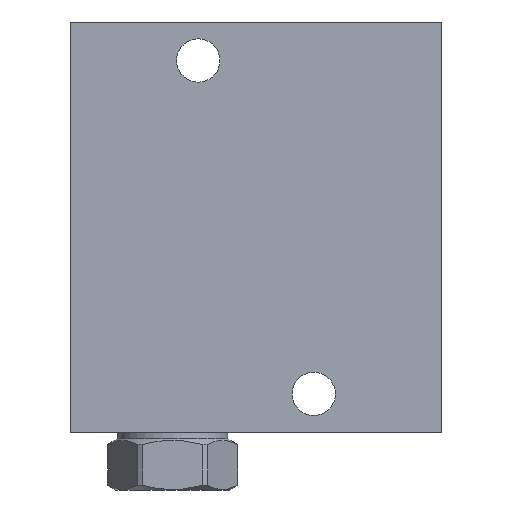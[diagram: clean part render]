
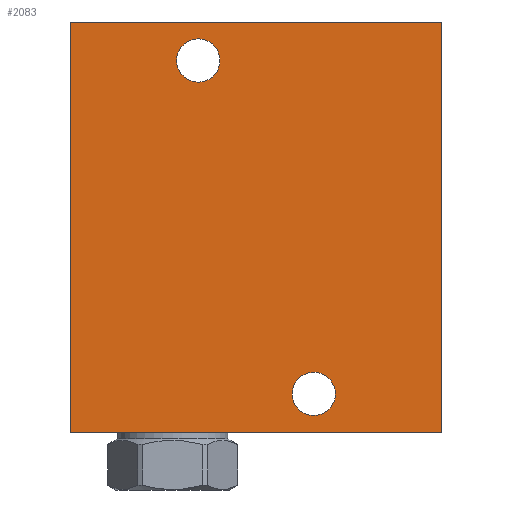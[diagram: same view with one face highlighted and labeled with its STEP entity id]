
A CAD part, front view. The second image highlights one B-rep face of the part: STEP entity #2083.
In plain terms, the highlighted planar face has unit normal (0, -1, 0).
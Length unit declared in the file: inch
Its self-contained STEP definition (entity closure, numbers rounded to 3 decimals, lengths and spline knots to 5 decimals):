
#5=DIRECTION('',(1.,0.,0.));
#6=VECTOR('',#5,3.625);
#7=CARTESIAN_POINT('',(0.,-1.5,0.));
#8=LINE('',#7,#6);
#75=DIRECTION('',(0.,0.,1.));
#76=VECTOR('',#75,4.);
#77=CARTESIAN_POINT('',(3.625,-1.5,0.));
#78=LINE('',#77,#76);
#99=DIRECTION('',(0.,0.,1.));
#100=VECTOR('',#99,4.);
#101=CARTESIAN_POINT('',(0.,-1.5,0.));
#102=LINE('',#101,#100);
#103=CARTESIAN_POINT('',(1.25,-1.5,3.625));
#104=DIRECTION('',(0.,-1.,0.));
#105=DIRECTION('',(-1.,0.,0.));
#106=AXIS2_PLACEMENT_3D('',#103,#104,#105);
#108=CARTESIAN_POINT('',(1.25,-1.5,3.625));
#109=DIRECTION('',(0.,-1.,0.));
#110=DIRECTION('',(1.,0.,0.));
#111=AXIS2_PLACEMENT_3D('',#108,#109,#110);
#113=CARTESIAN_POINT('',(2.375,-1.5,0.375));
#114=DIRECTION('',(0.,-1.,0.));
#115=DIRECTION('',(-1.,0.,0.));
#116=AXIS2_PLACEMENT_3D('',#113,#114,#115);
#118=CARTESIAN_POINT('',(2.375,-1.5,0.375));
#119=DIRECTION('',(0.,-1.,0.));
#120=DIRECTION('',(1.,0.,0.));
#121=AXIS2_PLACEMENT_3D('',#118,#119,#120);
#135=DIRECTION('',(1.,0.,0.));
#136=VECTOR('',#135,3.625);
#137=CARTESIAN_POINT('',(0.,-1.5,4.));
#138=LINE('',#137,#136);
#1703=CARTESIAN_POINT('',(0.,-1.5,0.));
#1705=VERTEX_POINT('',#1703);
#1706=CARTESIAN_POINT('',(3.625,-1.5,0.));
#1707=VERTEX_POINT('',#1706);
#1711=CARTESIAN_POINT('',(0.,-1.5,4.));
#1713=VERTEX_POINT('',#1711);
#1714=CARTESIAN_POINT('',(3.625,-1.5,4.));
#1715=VERTEX_POINT('',#1714);
#1850=CARTESIAN_POINT('',(1.039,-1.5,3.625));
#1851=CARTESIAN_POINT('',(1.461,-1.5,3.625));
#1852=VERTEX_POINT('',#1850);
#1853=VERTEX_POINT('',#1851);
#1858=CARTESIAN_POINT('',(2.164,-1.5,0.375));
#1859=CARTESIAN_POINT('',(2.586,-1.5,0.375));
#1860=VERTEX_POINT('',#1858);
#1861=VERTEX_POINT('',#1859);
#2059=CARTESIAN_POINT('',(0.,-1.5,0.));
#2060=DIRECTION('',(0.,-1.,0.));
#2061=DIRECTION('',(1.,0.,0.));
#2062=AXIS2_PLACEMENT_3D('',#2059,#2060,#2061);
#2063=PLANE('',#2062);
#2064=ORIENTED_EDGE('',*,*,#1965,.F.);
#2065=ORIENTED_EDGE('',*,*,#1990,.T.);
#2067=ORIENTED_EDGE('',*,*,#2066,.T.);
#2068=ORIENTED_EDGE('',*,*,#2039,.F.);
#2069=EDGE_LOOP('',(#2064,#2065,#2067,#2068));
#2070=FACE_OUTER_BOUND('',#2069,.F.);
#2072=ORIENTED_EDGE('',*,*,#2071,.T.);
#2074=ORIENTED_EDGE('',*,*,#2073,.T.);
#2075=EDGE_LOOP('',(#2072,#2074));
#2076=FACE_BOUND('',#2075,.F.);
#2078=ORIENTED_EDGE('',*,*,#2077,.T.);
#2080=ORIENTED_EDGE('',*,*,#2079,.T.);
#2081=EDGE_LOOP('',(#2078,#2080));
#2082=FACE_BOUND('',#2081,.F.);
#2083=ADVANCED_FACE('',(#2070,#2076,#2082),#2063,.T.);
#107=CIRCLE('',#106,0.211);
#112=CIRCLE('',#111,0.211);
#117=CIRCLE('',#116,0.211);
#122=CIRCLE('',#121,0.211);
#1965=EDGE_CURVE('',#1705,#1707,#8,.T.);
#1990=EDGE_CURVE('',#1705,#1713,#102,.T.);
#2039=EDGE_CURVE('',#1707,#1715,#78,.T.);
#2066=EDGE_CURVE('',#1713,#1715,#138,.T.);
#2071=EDGE_CURVE('',#1852,#1853,#107,.T.);
#2073=EDGE_CURVE('',#1853,#1852,#112,.T.);
#2077=EDGE_CURVE('',#1860,#1861,#117,.T.);
#2079=EDGE_CURVE('',#1861,#1860,#122,.T.);
